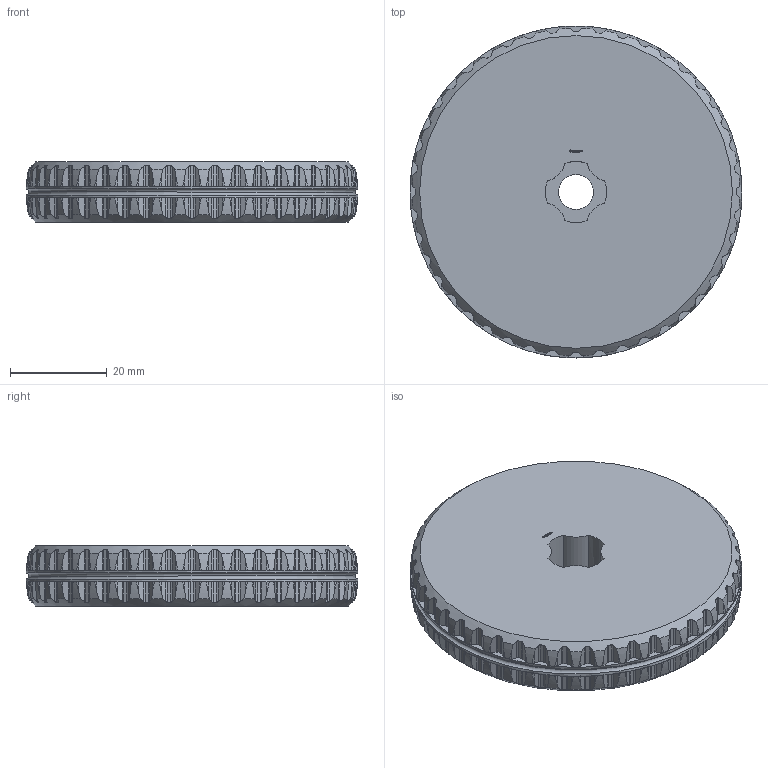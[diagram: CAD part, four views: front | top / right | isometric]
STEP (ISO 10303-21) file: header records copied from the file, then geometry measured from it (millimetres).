
FILE_DESCRIPTION(('FreeCAD Model'),'2;1');
FILE_NAME('Open CASCADE Shape Model','2025-01-01T00:11:53',(''),(''), 'Open CASCADE STEP processor 7.8','FreeCAD','Unknown');
FILE_SCHEMA(('AUTOMOTIVE_DESIGN { 1 0 10303 214 1 1 1 1 }'));
Products named in the file (1): Wheel GND TTRD PLN BU05.50x01.00 - SPN-WHL-0015 (stemfie.org)
Bounding box: 68.75 x 68.75 x 12.5 mm (x, y, z)
Volume: 43146.4 mm3; surface area: 10972.9 mm2
Topology: 1 solids, 1 shells, 1375 faces, 3967 edges, 2640 vertices
Faces by surface type: plane 596, cylinder 544, extrusion 122, revolution 88, cone 23, torus 2
Full cylindrical faces by diameter (mm): 2 x4, 7.2 x2, 68.75 x2
Entity records: 61825 total; most frequent: CARTESIAN_POINT 26523, ORIENTED_EDGE 7934, DIRECTION 6586, EDGE_CURVE 3967, VERTEX_POINT 2640, AXIS2_PLACEMENT_3D 2198, VECTOR 2102, LINE 1980
